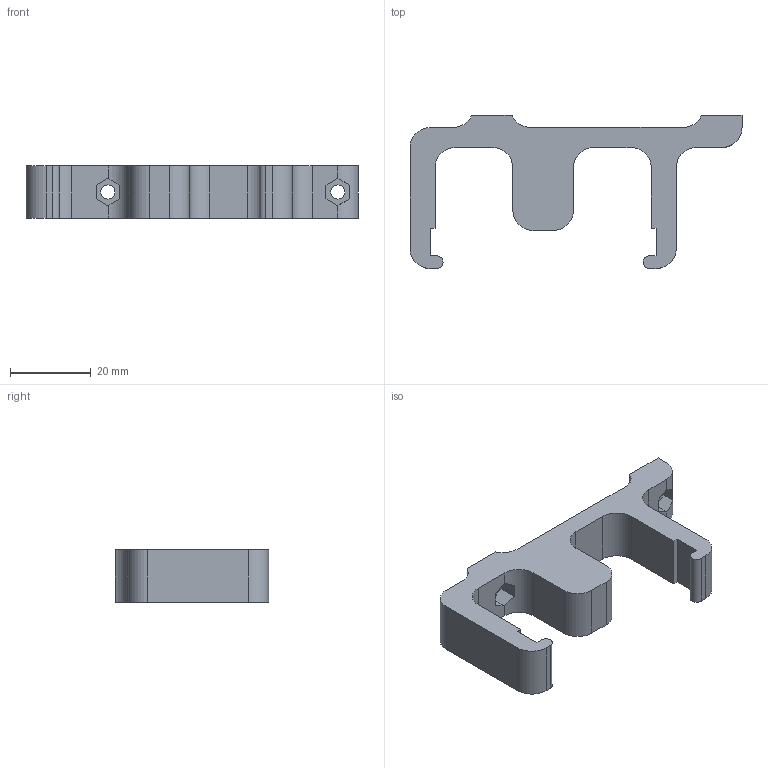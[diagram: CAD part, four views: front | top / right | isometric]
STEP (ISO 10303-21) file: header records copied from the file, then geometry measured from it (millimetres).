
FILE_DESCRIPTION(/* description */ (''),/* implementation_level */ '2;1');
FILE_NAME(/* name */ 'a42164fd-7492-4e1f-828b-9f1e29c54366.stp',/* time_stamp */ '2016-12-06T18:42:13+01:00',/* author */ (''),/* organization */ (''),/* preprocessor_version */ 'ST-DEVELOPER v16.5',/* originating_system */ 'Autodesk Translation Framework v5.2.0.2920',/* authorisation */ '');
FILE_SCHEMA (('AUTOMOTIVE_DESIGN { 1 0 10303 214 3 1 1 }'));
Length unit declared in the file: millimetre
Products named in the file (1): sav.support
Bounding box: 82.3 x 38 x 13 mm (x, y, z)
Volume: 14661.6 mm3; surface area: 6788.8 mm2
Topology: 1 solids, 1 shells, 57 faces, 163 edges, 108 vertices
Faces by surface type: plane 39, cylinder 18
Full cylindrical faces by diameter (mm): 3.5 x2
Entity records: 1881 total; most frequent: CARTESIAN_POINT 327, ORIENTED_EDGE 322, DIRECTION 317, EDGE_CURVE 161, LINE 121, VECTOR 121, VERTEX_POINT 108, AXIS2_PLACEMENT_3D 98
